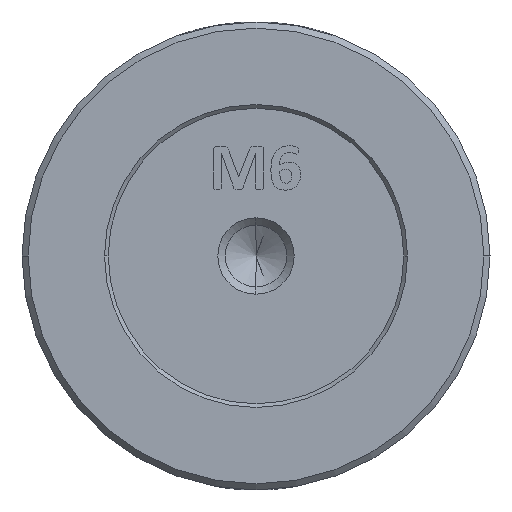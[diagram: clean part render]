
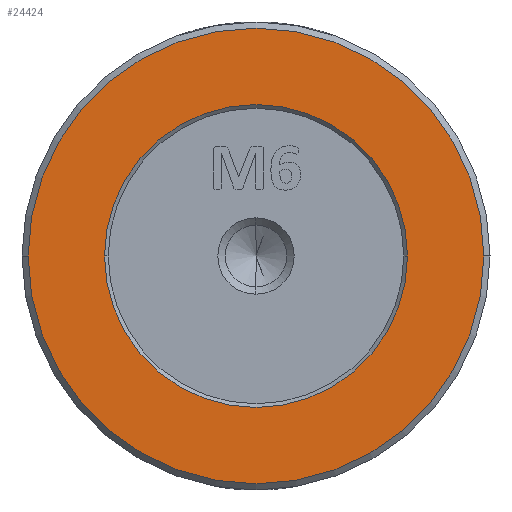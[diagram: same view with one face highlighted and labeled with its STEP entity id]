
A CAD part, left-side view. The second image highlights one B-rep face of the part: STEP entity #24424.
In plain terms, the highlighted planar face has unit normal (-1, 0, 0).
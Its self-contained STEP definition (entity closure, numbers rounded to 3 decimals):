
#646 = DIRECTION ( 'NONE',  ( -1., 0., 0. ) ) ;
#1686 = AXIS2_PLACEMENT_3D ( 'NONE', #5001, #7230, #21943 ) ;
#2021 = CARTESIAN_POINT ( 'NONE',  ( 0., -12.3, 0. ) ) ;
#2123 = FACE_BOUND ( 'NONE', #6763, .T. ) ;
#3196 = CARTESIAN_POINT ( 'NONE',  ( 0., 0., 0. ) ) ;
#3224 = ORIENTED_EDGE ( 'NONE', *, *, #29690, .T. ) ;
#3344 = ORIENTED_EDGE ( 'NONE', *, *, #25801, .T. ) ;
#4315 = CARTESIAN_POINT ( 'NONE',  ( 0., 12.3, 0. ) ) ;
#5001 = CARTESIAN_POINT ( 'NONE',  ( 0., 0., 0. ) ) ;
#5158 = FACE_OUTER_BOUND ( 'NONE', #10701, .T. ) ;
#6271 = AXIS2_PLACEMENT_3D ( 'NONE', #22214, #12770, #15317 ) ;
#6763 = EDGE_LOOP ( 'NONE', ( #3224, #3344 ) ) ;
#6772 = DIRECTION ( 'NONE',  ( 0., -1., 0. ) ) ;
#7230 = DIRECTION ( 'NONE',  ( -1., 0., 0. ) ) ;
#7690 = ORIENTED_EDGE ( 'NONE', *, *, #17915, .T. ) ;
#8292 = DIRECTION ( 'NONE',  ( 0., -1., 0. ) ) ;
#9705 = CIRCLE ( 'NONE', #13759, 12.3 ) ;
#10450 = AXIS2_PLACEMENT_3D ( 'NONE', #3196, #646, #8292 ) ;
#10701 = EDGE_LOOP ( 'NONE', ( #28944, #7690 ) ) ;
#11742 = EDGE_CURVE ( 'NONE', #28706, #29090, #24233, .T. ) ;
#12770 = DIRECTION ( 'NONE',  ( -1., 0., 0. ) ) ;
#13759 = AXIS2_PLACEMENT_3D ( 'NONE', #22360, #20273, #24902 ) ;
#15317 = DIRECTION ( 'NONE',  ( 0., -1., 0. ) ) ;
#16810 = AXIS2_PLACEMENT_3D ( 'NONE', #20433, #26105, #6772 ) ;
#17915 = EDGE_CURVE ( 'NONE', #29090, #28706, #23624, .T. ) ;
#19555 = CIRCLE ( 'NONE', #16810, 12.3 ) ;
#20252 = VERTEX_POINT ( 'NONE', #2021 ) ;
#20273 = DIRECTION ( 'NONE',  ( 1., 0., 0. ) ) ;
#20433 = CARTESIAN_POINT ( 'NONE',  ( 0., 0., 0. ) ) ;
#21943 = DIRECTION ( 'NONE',  ( 0., 1., 0. ) ) ;
#22214 = CARTESIAN_POINT ( 'NONE',  ( 0., 0., 0. ) ) ;
#22360 = CARTESIAN_POINT ( 'NONE',  ( 0., 0., 0. ) ) ;
#23233 = VERTEX_POINT ( 'NONE', #4315 ) ;
#23624 = CIRCLE ( 'NONE', #6271, 18.5 ) ;
#24233 = CIRCLE ( 'NONE', #10450, 18.5 ) ;
#24424 = ADVANCED_FACE ( 'NONE', ( #2123, #5158 ), #29437, .T. ) ;
#24902 = DIRECTION ( 'NONE',  ( 0., -1., 0. ) ) ;
#25801 = EDGE_CURVE ( 'NONE', #23233, #20252, #19555, .T. ) ;
#26105 = DIRECTION ( 'NONE',  ( 1., 0., 0. ) ) ;
#26640 = CARTESIAN_POINT ( 'NONE',  ( 0., 18.5, 0. ) ) ;
#28706 = VERTEX_POINT ( 'NONE', #26640 ) ;
#28944 = ORIENTED_EDGE ( 'NONE', *, *, #11742, .T. ) ;
#29090 = VERTEX_POINT ( 'NONE', #30916 ) ;
#29437 = PLANE ( 'NONE',  #1686 ) ;
#29690 = EDGE_CURVE ( 'NONE', #20252, #23233, #9705, .T. ) ;
#30916 = CARTESIAN_POINT ( 'NONE',  ( 0., -18.5, 0. ) ) ;
